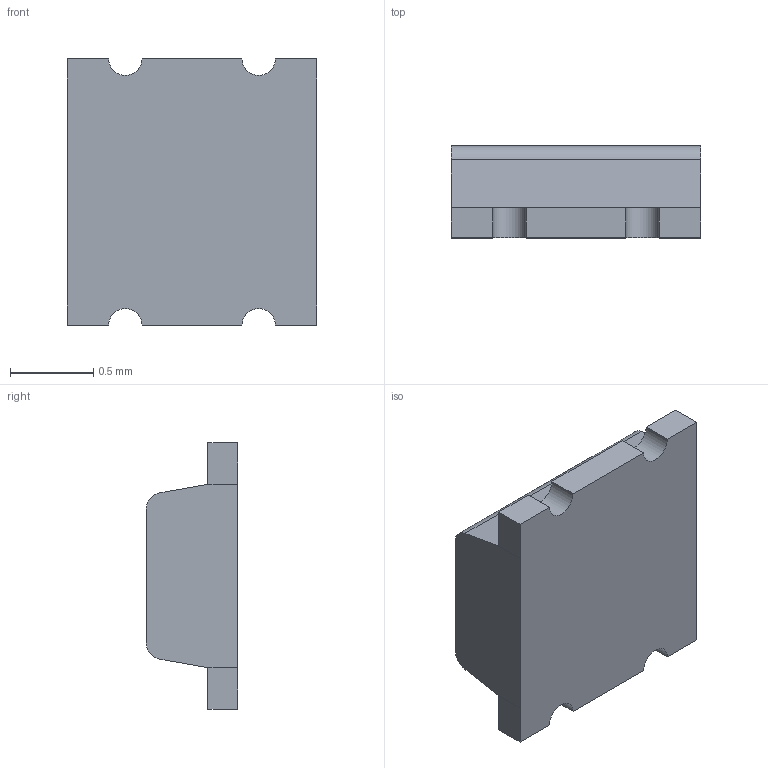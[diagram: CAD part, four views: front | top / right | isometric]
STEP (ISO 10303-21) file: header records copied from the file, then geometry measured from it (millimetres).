
FILE_DESCRIPTION (( 'STEP AP214' ), '1' );
FILE_NAME ('LTST-C195TBJRKT.STEP', '2019-11-21T21:47:58', ( '' ), ( '' ), 'SwSTEP 2.0', 'SolidWorks 2019', '' );
FILE_SCHEMA (( 'AUTOMOTIVE_DESIGN' ));
Length unit declared in the file: millimetre
Products named in the file (1): LTST-C195TBJRKT
Bounding box: 1.5 x 0.55 x 1.6 mm (x, y, z)
Volume: 1 mm3; surface area: 7.5 mm2
Topology: 1 solids, 1 shells, 30 faces, 77 edges, 50 vertices
Faces by surface type: plane 22, cylinder 8
Entity records: 1148 total; most frequent: CARTESIAN_POINT 158, DIRECTION 155, ORIENTED_EDGE 154, EDGE_CURVE 77, VECTOR 61, LINE 61, VERTEX_POINT 50, AXIS2_PLACEMENT_3D 47
